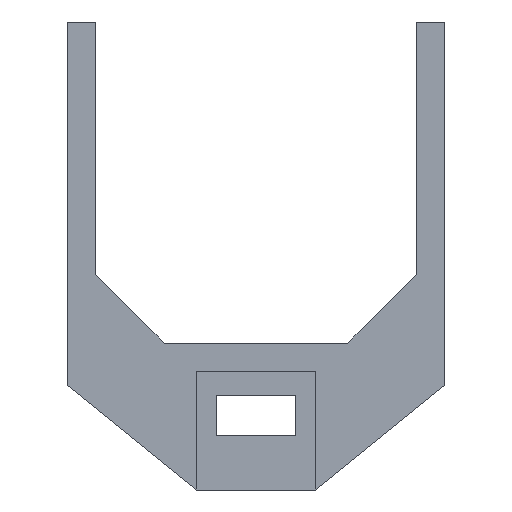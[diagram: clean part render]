
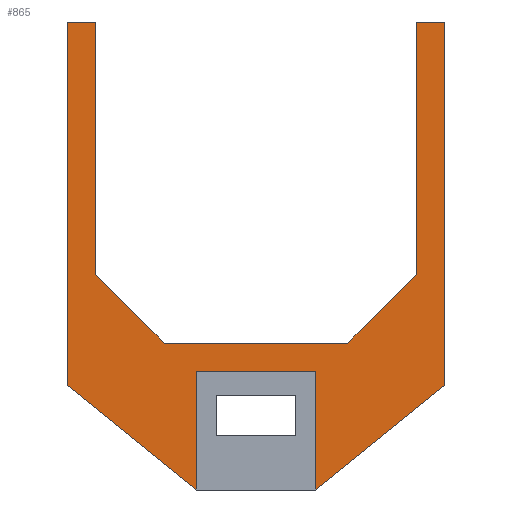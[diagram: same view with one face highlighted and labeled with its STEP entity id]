
A CAD part, front view. The second image highlights one B-rep face of the part: STEP entity #865.
In plain terms, the highlighted planar face has unit normal (0, -1, 0).
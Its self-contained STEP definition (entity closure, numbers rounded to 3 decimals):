
#64=FACE_OUTER_BOUND('',#111,.T.);
#111=EDGE_LOOP('',(#767,#768,#769,#770,#771,#772,#773,#774,#775,#776,#777,
#778,#779,#780));
#114=LINE('',#1142,#231);
#118=LINE('',#1149,#235);
#126=LINE('',#1167,#243);
#136=LINE('',#1189,#253);
#146=LINE('',#1209,#263);
#183=LINE('',#1287,#300);
#192=LINE('',#1303,#309);
#209=LINE('',#1337,#326);
#215=LINE('',#1348,#332);
#221=LINE('',#1360,#338);
#223=LINE('',#1364,#340);
#225=LINE('',#1367,#342);
#226=LINE('',#1370,#343);
#228=LINE('',#1373,#345);
#231=VECTOR('',#931,10.);
#235=VECTOR('',#937,10.);
#243=VECTOR('',#951,10.);
#253=VECTOR('',#967,10.);
#263=VECTOR('',#983,10.);
#300=VECTOR('',#1052,10.);
#309=VECTOR('',#1067,10.);
#326=VECTOR('',#1096,10.);
#332=VECTOR('',#1106,10.);
#338=VECTOR('',#1116,10.);
#340=VECTOR('',#1120,10.);
#342=VECTOR('',#1124,10.);
#343=VECTOR('',#1127,10.);
#345=VECTOR('',#1131,10.);
#348=VERTEX_POINT('',#1139);
#349=VERTEX_POINT('',#1141);
#351=VERTEX_POINT('',#1147);
#358=VERTEX_POINT('',#1166);
#366=VERTEX_POINT('',#1187);
#367=VERTEX_POINT('',#1188);
#374=VERTEX_POINT('',#1208);
#399=VERTEX_POINT('',#1286);
#403=VERTEX_POINT('',#1301);
#414=VERTEX_POINT('',#1336);
#417=VERTEX_POINT('',#1346);
#421=VERTEX_POINT('',#1359);
#422=VERTEX_POINT('',#1363);
#423=VERTEX_POINT('',#1369);
#426=EDGE_CURVE('',#348,#349,#114,.T.);
#430=EDGE_CURVE('',#351,#348,#118,.T.);
#438=EDGE_CURVE('',#358,#351,#126,.T.);
#448=EDGE_CURVE('',#366,#367,#136,.T.);
#458=EDGE_CURVE('',#367,#374,#146,.T.);
#497=EDGE_CURVE('',#374,#399,#183,.T.);
#506=EDGE_CURVE('',#358,#403,#192,.T.);
#523=EDGE_CURVE('',#414,#349,#209,.T.);
#529=EDGE_CURVE('',#403,#417,#215,.T.);
#535=EDGE_CURVE('',#421,#414,#221,.T.);
#537=EDGE_CURVE('',#422,#421,#223,.T.);
#539=EDGE_CURVE('',#399,#422,#225,.T.);
#540=EDGE_CURVE('',#423,#366,#226,.T.);
#542=EDGE_CURVE('',#417,#423,#228,.T.);
#767=ORIENTED_EDGE('',*,*,#506,.T.);
#768=ORIENTED_EDGE('',*,*,#529,.T.);
#769=ORIENTED_EDGE('',*,*,#542,.T.);
#770=ORIENTED_EDGE('',*,*,#540,.T.);
#771=ORIENTED_EDGE('',*,*,#448,.T.);
#772=ORIENTED_EDGE('',*,*,#458,.T.);
#773=ORIENTED_EDGE('',*,*,#497,.T.);
#774=ORIENTED_EDGE('',*,*,#539,.T.);
#775=ORIENTED_EDGE('',*,*,#537,.T.);
#776=ORIENTED_EDGE('',*,*,#535,.T.);
#777=ORIENTED_EDGE('',*,*,#523,.T.);
#778=ORIENTED_EDGE('',*,*,#426,.F.);
#779=ORIENTED_EDGE('',*,*,#430,.F.);
#780=ORIENTED_EDGE('',*,*,#438,.F.);
#822=PLANE('',#924);
#865=ADVANCED_FACE('',(#64),#822,.T.);
#924=AXIS2_PLACEMENT_3D('',#1374,#1132,#1133);
#931=DIRECTION('',(0.707,0.,0.707));
#937=DIRECTION('',(1.,0.,0.));
#951=DIRECTION('',(0.707,0.,-0.707));
#967=DIRECTION('',(0.,0.,1.));
#983=DIRECTION('',(1.,0.,0.));
#1052=DIRECTION('',(0.,0.,-1.));
#1067=DIRECTION('',(0.,0.,1.));
#1096=DIRECTION('',(0.,0.,-1.));
#1106=DIRECTION('',(-1.,0.,0.));
#1116=DIRECTION('',(-1.,0.,0.));
#1120=DIRECTION('',(0.,0.,1.));
#1124=DIRECTION('',(0.777,0.,0.63));
#1127=DIRECTION('',(0.777,0.,-0.63));
#1131=DIRECTION('',(0.,0.,-1.));
#1132=DIRECTION('center_axis',(0.,-1.,0.));
#1133=DIRECTION('ref_axis',(1.,0.,0.));
#1139=CARTESIAN_POINT('',(13.4,-2.5,21.422));
#1141=CARTESIAN_POINT('',(23.4,-2.5,31.422));
#1142=CARTESIAN_POINT('',(15.722,-2.5,23.744));
#1147=CARTESIAN_POINT('',(-13.4,-2.5,21.422));
#1149=CARTESIAN_POINT('',(-23.4,-2.5,21.422));
#1166=CARTESIAN_POINT('',(-23.4,-2.5,31.422));
#1167=CARTESIAN_POINT('',(-15.722,-2.5,23.744));
#1187=CARTESIAN_POINT('',(-8.7,-2.5,0.));
#1188=CARTESIAN_POINT('',(-8.7,-2.5,17.272));
#1189=CARTESIAN_POINT('',(-8.7,-2.5,0.));
#1208=CARTESIAN_POINT('',(8.7,-2.5,17.272));
#1209=CARTESIAN_POINT('',(-25.55,-2.5,17.272));
#1286=CARTESIAN_POINT('',(8.7,-2.5,0.));
#1287=CARTESIAN_POINT('',(8.7,-2.5,0.));
#1301=CARTESIAN_POINT('',(-23.4,-2.5,68.222));
#1303=CARTESIAN_POINT('',(-23.4,-2.5,19.422));
#1336=CARTESIAN_POINT('',(23.4,-2.5,68.222));
#1337=CARTESIAN_POINT('',(23.4,-2.5,19.422));
#1346=CARTESIAN_POINT('',(-27.55,-2.5,68.222));
#1348=CARTESIAN_POINT('',(-27.55,-2.5,68.222));
#1359=CARTESIAN_POINT('',(27.55,-2.5,68.222));
#1360=CARTESIAN_POINT('',(23.4,-2.5,68.222));
#1363=CARTESIAN_POINT('',(27.55,-2.5,15.272));
#1364=CARTESIAN_POINT('',(27.55,-2.5,15.272));
#1367=CARTESIAN_POINT('',(8.7,-2.5,0.));
#1369=CARTESIAN_POINT('',(-27.55,-2.5,15.272));
#1370=CARTESIAN_POINT('',(-27.55,-2.5,15.272));
#1373=CARTESIAN_POINT('',(-27.55,-2.5,15.272));
#1374=CARTESIAN_POINT('Origin',(0.,-2.5,
34.111));
